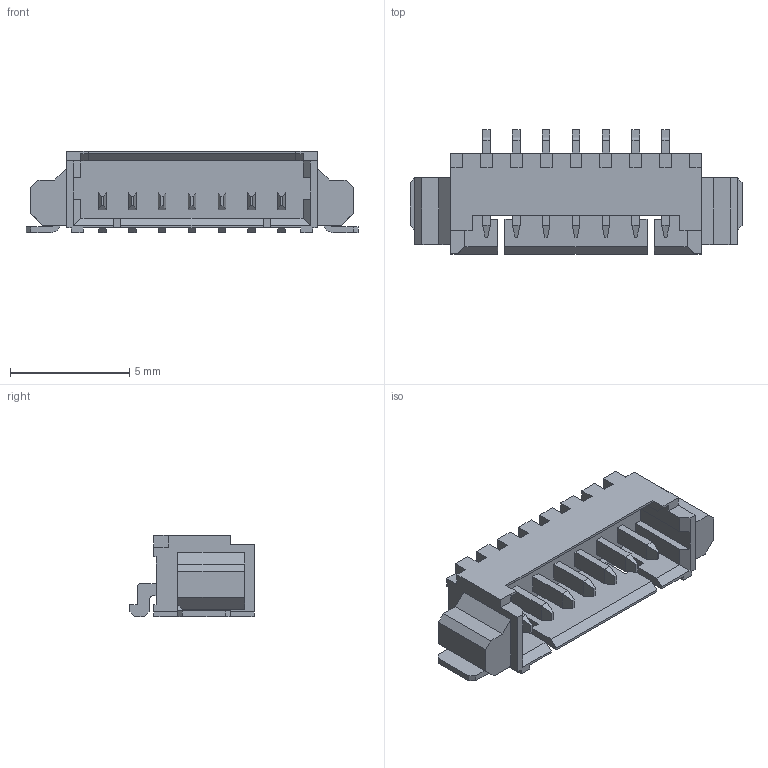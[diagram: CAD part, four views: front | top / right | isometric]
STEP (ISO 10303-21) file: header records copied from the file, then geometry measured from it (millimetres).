
FILE_DESCRIPTION(('FreeCAD Model'),'2;1');
FILE_NAME('Molex_PicoBlade_53261-0771_1x07-1MP_P1.25mm_Horizontal.step','2018-05-31T08:33:13',('kicad StepUp'),('ksu MCAD'), 'Open CASCADE STEP processor 7.2','FreeCAD','Unknown');
FILE_SCHEMA(('AUTOMOTIVE_DESIGN_CC2 { 1 2 10303 214 -1 1 5 4 }'));
Length unit declared in the file: millimetre
Products named in the file (1): Molex_PicoBlade_53261-0771_1x07-1MP_P1.25mm_Horizontal
Bounding box: 13.9 x 5.2 x 3.4 mm (x, y, z)
Volume: 84 mm3; surface area: 336.6 mm2
Topology: 1 solids, 1 shells, 338 faces, 938 edges, 610 vertices
Faces by surface type: plane 316, cylinder 22
Entity records: 12955 total; most frequent: CARTESIAN_POINT 1893, ORIENTED_EDGE 1876, DIRECTION 1658, EDGE_CURVE 938, LINE 892, VECTOR 892, VERTEX_POINT 610, AXIS2_PLACEMENT_3D 383
